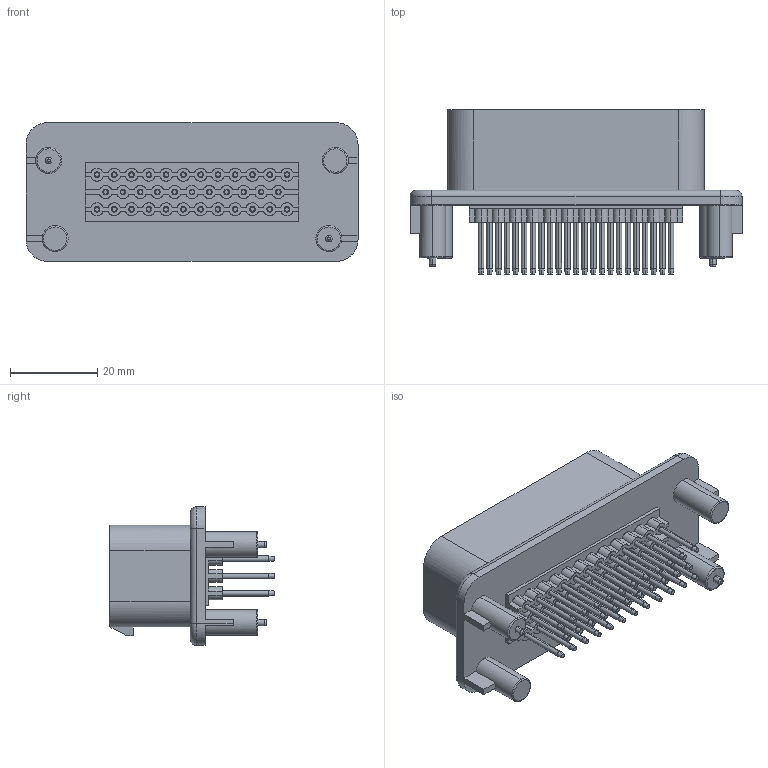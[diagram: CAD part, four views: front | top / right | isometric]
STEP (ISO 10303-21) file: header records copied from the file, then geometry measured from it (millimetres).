
FILE_DESCRIPTION( ('This file contains a STEP AP42 implementation' ,'as created by ZW3D STEP Interface translator.') ,'2;1' );
FILE_NAME( '74040-3MS035ABSMJAX(W).stp' ,'23 314.101744', (''), ('ZWCAD Software Co.'), 'Version 1.0', 'ZW3D to STEP translator', '' );
FILE_SCHEMA(('AUTOMOTIVE_DESIGN { 1 0 10303 214 1 1 1 1 }'));
Length unit declared in the file: millimetre
Products named in the file (2): 0; 222
Bounding box: 76.13 x 37.67 x 31.78 mm (x, y, z)
Volume: 13832.9 mm3; surface area: 18997.8 mm2
Topology: 1 solids, 1 shells, 1250 faces, 3237 edges, 1943 vertices
Faces by surface type: cylinder 540, plane 351, cone 144, sphere 110, bspline 81, torus 24
Entity records: 70777 total; most frequent: CARTESIAN_POINT 46526, ORIENTED_EDGE 6130, EDGE_CURVE 3065, B_SPLINE_CURVE_WITH_KNOTS 3055, DIRECTION 2348, VERTEX_POINT 1943, EDGE_LOOP 1376, FACE_OUTER_BOUND 1250
